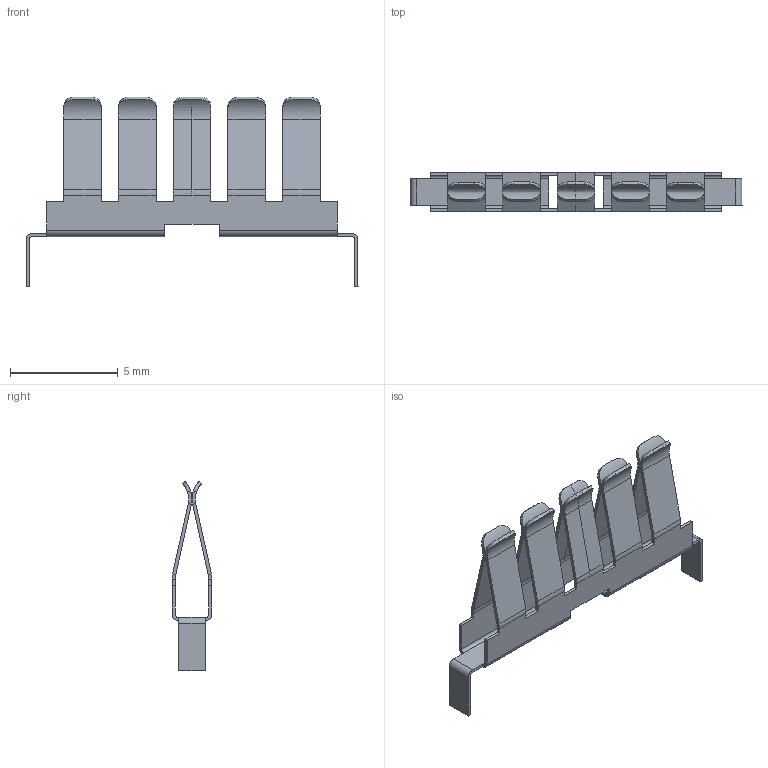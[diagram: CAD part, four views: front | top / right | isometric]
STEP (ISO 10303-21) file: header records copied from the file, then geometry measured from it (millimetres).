
FILE_DESCRIPTION(/* description */ (''),/* implementation_level */ '2;1');
FILE_NAME(/* name */ 'bbClipsSimplified v3.step',/* time_stamp */ '2023-05-09T15:11:17-07:00',/* author */ (''),/* organization */ (''),/* preprocessor_version */ 'ST-DEVELOPER v19.2',/* originating_system */ 'Autodesk Translation Framework v12.4.0.73',/* authorisation */ '');
FILE_SCHEMA (('AUTOMOTIVE_DESIGN { 1 0 10303 214 3 1 1 }'));
Length unit declared in the file: millimetre
Products named in the file (3): bbClipsSimplified; Component1; Component2
Assembly tree (2 placements, depth 2):
  bbClipsSimplified
    Component1
    Component2
Bounding box: 15.4 x 1.85 x 8.81 mm (x, y, z)
Volume: 22.4 mm3; surface area: 322.3 mm2
Topology: 1 solids, 1 shells, 234 faces, 574 edges, 340 vertices
Faces by surface type: plane 142, cylinder 60, bspline 32
Entity records: 7355 total; most frequent: CARTESIAN_POINT 2198, ORIENTED_EDGE 1148, DIRECTION 878, EDGE_CURVE 574, LINE 392, VECTOR 392, VERTEX_POINT 340, AXIS2_PLACEMENT_3D 243
